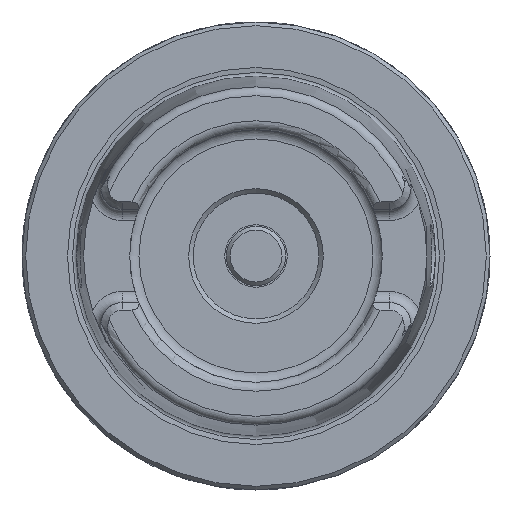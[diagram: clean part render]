
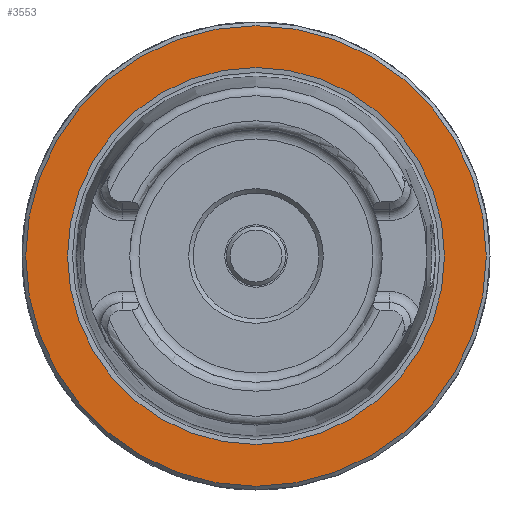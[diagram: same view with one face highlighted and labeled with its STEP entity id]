
A CAD part, left-side view. The second image highlights one B-rep face of the part: STEP entity #3553.
In plain terms, the highlighted planar face has unit normal (-1, 0, 0).
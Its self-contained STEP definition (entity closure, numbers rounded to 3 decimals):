
#309=PLANE('',#3797);
#707=ORIENTED_EDGE('',*,*,#1205,.T.);
#708=ORIENTED_EDGE('',*,*,#1202,.F.);
#1202=EDGE_CURVE('',#1481,#1481,#1679,.T.);
#1205=EDGE_CURVE('',#1484,#1484,#1682,.T.);
#1481=VERTEX_POINT('',#5300);
#1484=VERTEX_POINT('',#5309);
#1679=CIRCLE('',#3792,25.373);
#1682=CIRCLE('',#3798,31.);
#1867=EDGE_LOOP('',(#707));
#1868=EDGE_LOOP('',(#708));
#2120=FACE_BOUND('',#1867,.T.);
#2121=FACE_BOUND('',#1868,.T.);
#3553=ADVANCED_FACE('',(#2120,#2121),#309,.T.);
#3792=AXIS2_PLACEMENT_3D('',#5299,#4282,#4283);
#3797=AXIS2_PLACEMENT_3D('',#5307,#4292,#4293);
#3798=AXIS2_PLACEMENT_3D('',#5308,#4294,#4295);
#4282=DIRECTION('',(-1.,0.,0.));
#4283=DIRECTION('',(0.,0.,1.));
#4292=DIRECTION('',(-1.,0.,0.));
#4293=DIRECTION('',(0.,0.,1.));
#4294=DIRECTION('',(-1.,0.,0.));
#4295=DIRECTION('',(0.,0.,1.));
#5299=CARTESIAN_POINT('',(0.,0.,0.));
#5300=CARTESIAN_POINT('',(0.,0.,25.373));
#5307=CARTESIAN_POINT('',(0.,0.,31.));
#5308=CARTESIAN_POINT('',(0.,0.,0.));
#5309=CARTESIAN_POINT('',(0.,0.,31.));
